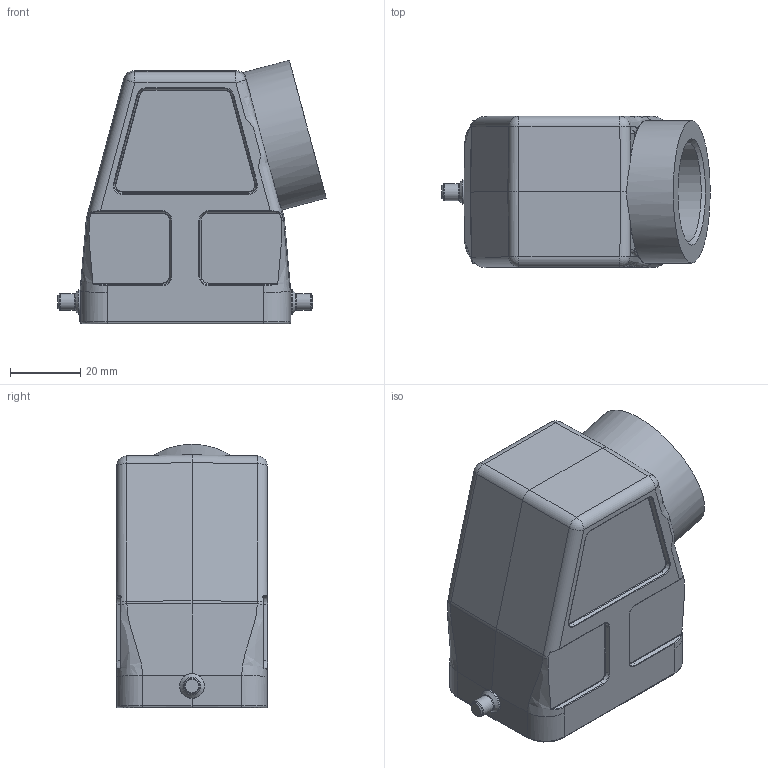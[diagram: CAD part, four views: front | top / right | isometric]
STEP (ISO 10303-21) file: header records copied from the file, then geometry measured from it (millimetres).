
FILE_DESCRIPTION(/* description */ (''),/* implementation_level */ '2;1');
FILE_NAME(/* name */ '100765600ugm000_a.stp',/* time_stamp */ '2018-03-06T09:59:44+01:00',/* author */ (''),/* organization */ (''),/* preprocessor_version */ 'ST-DEVELOPER v16',/* originating_system */ 'SIEMENS PLM Software NX 10.0',/* authorisation */ '');
FILE_SCHEMA (('AUTOMOTIVE_DESIGN { 1 0 10303 214 3 1 1 1 }'));
Length unit declared in the file: millimetre
Products named in the file (1): 100765600ugm000_a
Bounding box: 76.38 x 43 x 75.01 mm (x, y, z)
Volume: 52189.6 mm3; surface area: 30182.6 mm2
Topology: 1 solids, 1 shells, 431 faces, 1089 edges, 679 vertices
Faces by surface type: plane 164, cylinder 116, bspline 60, torus 46, cone 39, sphere 6
Full cylindrical faces by diameter (mm): 3 x4, 4 x2, 4.8 x2, 7 x2, 24 x1, 28.3 x1, 40.6 x1
Entity records: 18404 total; most frequent: CARTESIAN_POINT 5591, DIRECTION 2016, ORIENTED_EDGE 1986, EDGE_CURVE 993, AXIS2_PLACEMENT_3D 761, VERTEX_POINT 618, LINE 494, VECTOR 494
